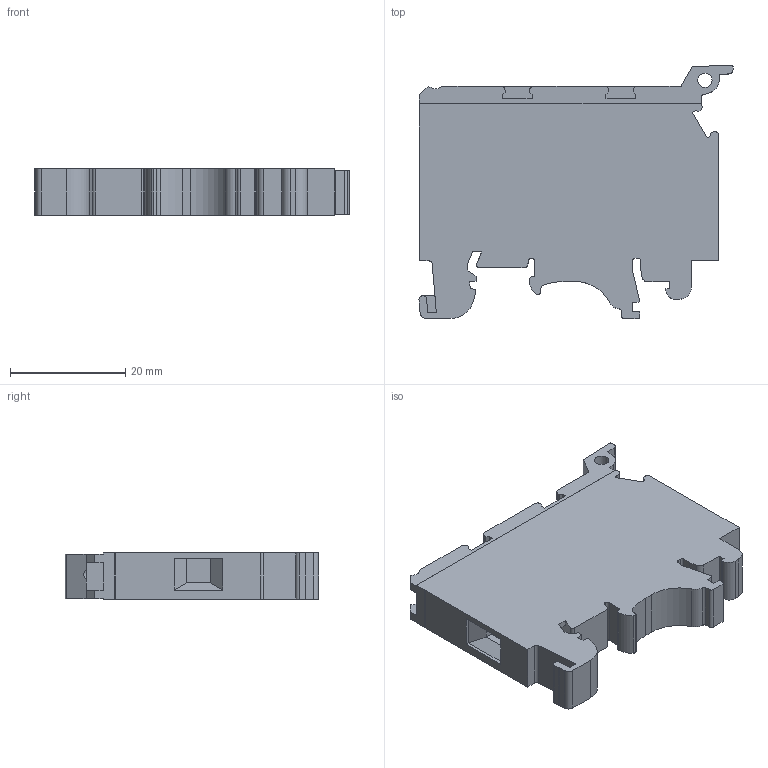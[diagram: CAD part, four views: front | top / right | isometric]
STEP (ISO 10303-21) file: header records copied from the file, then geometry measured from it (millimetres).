
FILE_DESCRIPTION(/* description */ ('Unknown'),/* implementation_level */ '2;1');
FILE_NAME(/* name */ 'KUDF4_3D_SOLID',/* time_stamp */ '2024-12-26T10:16:17+06:00',/* author */ ('Unknown'),/* organization */ ('Unknown'),/* preprocessor_version */ 'ST-DEVELOPER v16.7',/* originating_system */ 'Solid Edge',/* authorisation */ 'Unknown');
FILE_SCHEMA (('AUTOMOTIVE_DESIGN {1 0 10303 214 3 1 1}'));
Length unit declared in the file: millimetre
Products named in the file (1): KUDF4_3D_SOLID
Bounding box: 54.59 x 44.07 x 8 mm (x, y, z)
Volume: 13638 mm3; surface area: 6117.8 mm2
Topology: 1 solids, 1 shells, 181 faces, 518 edges, 343 vertices
Faces by surface type: plane 130, cylinder 51
Full cylindrical faces by diameter (mm): 2.5 x1, 3.5 x2
Entity records: 7142 total; most frequent: CARTESIAN_POINT 1042, ORIENTED_EDGE 1026, DIRECTION 976, EDGE_CURVE 513, LINE 410, VECTOR 410, VERTEX_POINT 341, AXIS2_PLACEMENT_3D 283
